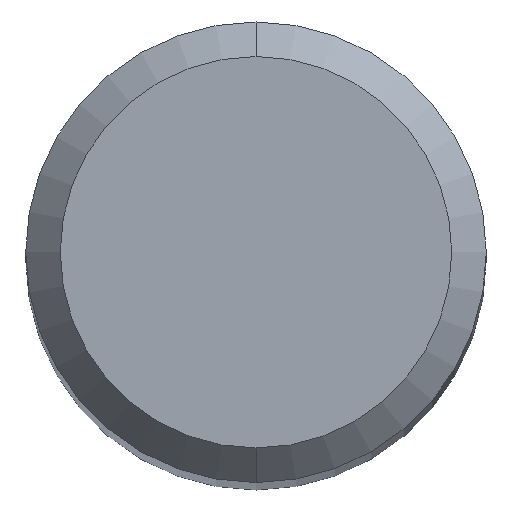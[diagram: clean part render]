
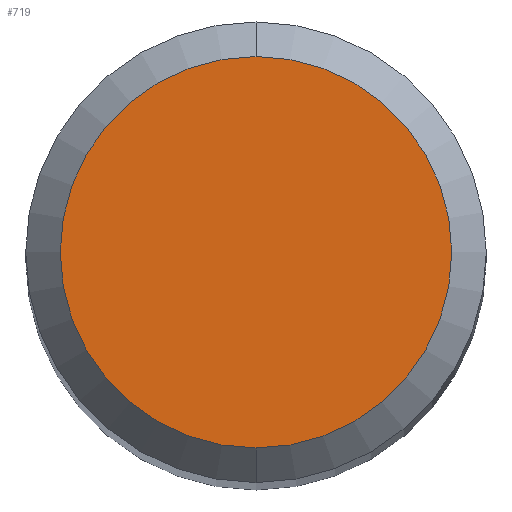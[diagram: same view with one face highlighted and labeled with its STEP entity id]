
A CAD part, top view. The second image highlights one B-rep face of the part: STEP entity #719.
In plain terms, the highlighted planar face has unit normal (0, 0, 1).
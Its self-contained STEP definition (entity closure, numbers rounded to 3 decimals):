
#719=ADVANCED_FACE('',(#1418),#1419,.T.);
#799=VERTEX_POINT('',#1505);
#805=EDGE_CURVE('',#799,#889,#1511,.T.);
#879=EDGE_CURVE('',#889,#799,#1593,.T.);
#889=VERTEX_POINT('',#1604);
#1418=FACE_OUTER_BOUND('',#2803,.T.);
#1419=PLANE('',#2804);
#1505=CARTESIAN_POINT('',(0.,-1.7,0.0));
#1511=CIRCLE('',#3018,1.7);
#1593=CIRCLE('',#3244,1.7);
#1604=CARTESIAN_POINT('',(0.0,1.7,0.0));
#2803=EDGE_LOOP('',(#3957,#3958));
#2804=AXIS2_PLACEMENT_3D('',#3959,#3960,#3961);
#3018=AXIS2_PLACEMENT_3D('',#4049,#4050,#4051);
#3244=AXIS2_PLACEMENT_3D('',#4158,#4159,#4160);
#3957=ORIENTED_EDGE('',*,*,#879,.F.);
#3958=ORIENTED_EDGE('',*,*,#805,.F.);
#3959=CARTESIAN_POINT('',(0.0,0.85,0.0));
#3960=DIRECTION('',(-0.0,0.0,1.0));
#3961=DIRECTION('',(0.0,-1.0,0.0));
#4049=CARTESIAN_POINT('',(0.0,0.0,0.0));
#4050=DIRECTION('',(0.0,0.0,-1.0));
#4051=DIRECTION('',(0.0,1.0,0.0));
#4158=CARTESIAN_POINT('',(0.0,0.0,0.0));
#4159=DIRECTION('',(0.0,0.0,-1.0));
#4160=DIRECTION('',(0.0,1.0,0.0));
